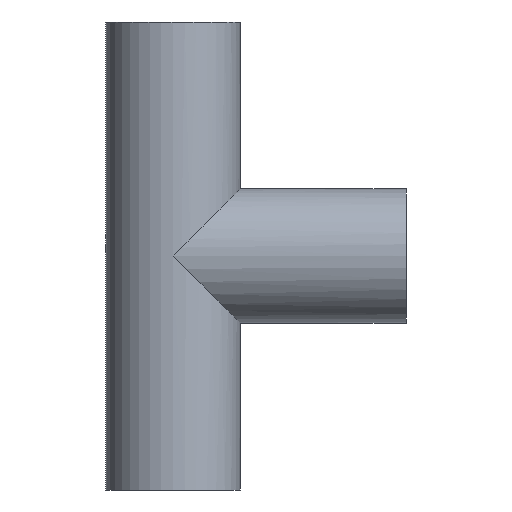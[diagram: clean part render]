
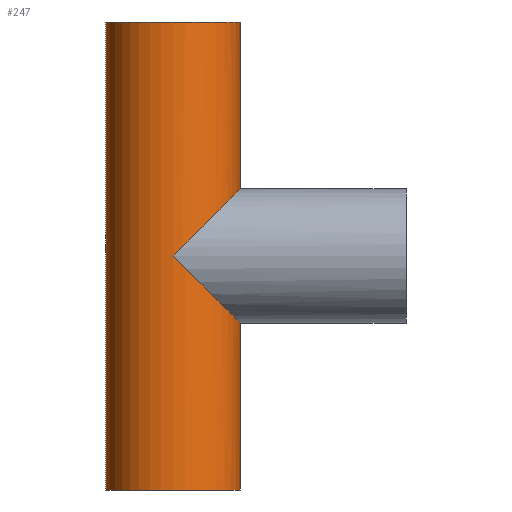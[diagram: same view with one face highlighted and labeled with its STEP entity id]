
A CAD part, front view. The second image highlights one B-rep face of the part: STEP entity #247.
In plain terms, the highlighted cylindrical face has radius 37.5 mm (diameter 75 mm), a partial arc.
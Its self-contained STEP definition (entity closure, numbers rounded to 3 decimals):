
#18 = CARTESIAN_POINT ( 'NONE',  ( 37.5, 0., 37.5 ) ) ;
#34 = DIRECTION ( 'NONE',  ( 0., 0., 1. ) ) ;
#55 = CARTESIAN_POINT ( 'NONE',  ( -37.5, 0., 130.5 ) ) ;
#56 = VERTEX_POINT ( 'NONE', #303 ) ;
#79 = DIRECTION ( 'NONE',  ( 0., 0., -1. ) ) ;
#88 = CARTESIAN_POINT ( 'NONE',  ( 0., -37.5, 0. ) ) ;
#98 = DIRECTION ( 'NONE',  ( 1., 0., 0. ) ) ;
#105 = DIRECTION ( 'NONE',  ( 1., 0., 0. ) ) ;
#109 = DIRECTION ( 'NONE',  ( 0., 0., 1. ) ) ;
#118 = EDGE_CURVE ( 'NONE', #200, #56, #416, .T. ) ;
#120 = CARTESIAN_POINT ( 'NONE',  ( -37.5, 0., -130.5 ) ) ;
#124 =( BOUNDED_CURVE ( )  B_SPLINE_CURVE ( 3, ( #367, #401, #331, #154 ),
 .UNSPECIFIED., .F., .F. ) 
 B_SPLINE_CURVE_WITH_KNOTS ( ( 4, 4 ),
 ( 4.712, 6.283 ),
 .UNSPECIFIED. ) 
 CURVE ( )  GEOMETRIC_REPRESENTATION_ITEM ( )  RATIONAL_B_SPLINE_CURVE ( ( 1., 0.805, 0.805, 1. ) ) 
 REPRESENTATION_ITEM ( '' )  );
#128 = CARTESIAN_POINT ( 'NONE',  ( 21.967, -37.5, 21.967 ) ) ;
#132 = ORIENTED_EDGE ( 'NONE', *, *, #137, .T. ) ;
#137 = EDGE_CURVE ( 'NONE', #307, #56, #192, .T. ) ;
#139 = ORIENTED_EDGE ( 'NONE', *, *, #448, .T. ) ;
#144 = EDGE_CURVE ( 'NONE', #301, #442, #150, .T. ) ;
#148 = VECTOR ( 'NONE', #79, 1000. ) ;
#150 = CIRCLE ( 'NONE', #245, 37.5 ) ;
#154 = CARTESIAN_POINT ( 'NONE',  ( 37.5, 0., -37.5 ) ) ;
#157 = ORIENTED_EDGE ( 'NONE', *, *, #144, .F. ) ;
#161 = CARTESIAN_POINT ( 'NONE',  ( 0., -37.5, 0. ) ) ;
#184 = CARTESIAN_POINT ( 'NONE',  ( 0., 0., 130.5 ) ) ;
#187 = DIRECTION ( 'NONE',  ( 0., 0., -1. ) ) ;
#192 = CIRCLE ( 'NONE', #424, 37.5 ) ;
#198 = DIRECTION ( 'NONE',  ( 0., 0., -1. ) ) ;
#200 = VERTEX_POINT ( 'NONE', #355 ) ;
#205 = AXIS2_PLACEMENT_3D ( 'NONE', #184, #187, #360 ) ;
#206 = CARTESIAN_POINT ( 'NONE',  ( 37.5, 0., 130.5 ) ) ;
#219 = CARTESIAN_POINT ( 'NONE',  ( 37.5, 0., 130.5 ) ) ;
#221 = CYLINDRICAL_SURFACE ( 'NONE', #205, 37.5 ) ;
#236 = ORIENTED_EDGE ( 'NONE', *, *, #118, .F. ) ;
#241 = CARTESIAN_POINT ( 'NONE',  ( 0., 0., -130.5 ) ) ;
#245 = AXIS2_PLACEMENT_3D ( 'NONE', #268, #109, #98 ) ;
#247 = ADVANCED_FACE ( 'NONE', ( #282 ), #221, .T. ) ;
#249 = LINE ( 'NONE', #219, #148 ) ;
#259 = CARTESIAN_POINT ( 'NONE',  ( 37.5, 0., 130.5 ) ) ;
#268 = CARTESIAN_POINT ( 'NONE',  ( 0., 0., 130.5 ) ) ;
#282 = FACE_OUTER_BOUND ( 'NONE', #380, .T. ) ;
#284 = EDGE_CURVE ( 'NONE', #442, #382, #249, .T. ) ;
#301 = VERTEX_POINT ( 'NONE', #425 ) ;
#303 = CARTESIAN_POINT ( 'NONE',  ( 37.5, 0., -130.5 ) ) ;
#307 = VERTEX_POINT ( 'NONE', #120 ) ;
#309 = ORIENTED_EDGE ( 'NONE', *, *, #443, .F. ) ;
#318 = VECTOR ( 'NONE', #340, 1000. ) ;
#331 = CARTESIAN_POINT ( 'NONE',  ( 37.5, -21.967, -37.5 ) ) ;
#340 = DIRECTION ( 'NONE',  ( 0., 0., -1. ) ) ;
#341 = VERTEX_POINT ( 'NONE', #88 ) ;
#342 = EDGE_CURVE ( 'NONE', #341, #200, #124, .T. ) ;
#355 = CARTESIAN_POINT ( 'NONE',  ( 37.5, 0., -37.5 ) ) ;
#360 = DIRECTION ( 'NONE',  ( -1., 0., 0. ) ) ;
#367 = CARTESIAN_POINT ( 'NONE',  ( 0., -37.5, 0. ) ) ;
#369 = ORIENTED_EDGE ( 'NONE', *, *, #342, .F. ) ;
#370 = LINE ( 'NONE', #55, #420 ) ;
#380 = EDGE_LOOP ( 'NONE', ( #394, #157, #139, #132, #236, #369, #309 ) ) ;
#382 = VERTEX_POINT ( 'NONE', #435 ) ;
#385 =( BOUNDED_CURVE ( )  B_SPLINE_CURVE ( 3, ( #18, #437, #128, #161 ),
 .UNSPECIFIED., .F., .F. ) 
 B_SPLINE_CURVE_WITH_KNOTS ( ( 4, 4 ),
 ( 3.142, 4.712 ),
 .UNSPECIFIED. ) 
 CURVE ( )  GEOMETRIC_REPRESENTATION_ITEM ( )  RATIONAL_B_SPLINE_CURVE ( ( 1., 0.805, 0.805, 1. ) ) 
 REPRESENTATION_ITEM ( '' )  );
#394 = ORIENTED_EDGE ( 'NONE', *, *, #284, .F. ) ;
#401 = CARTESIAN_POINT ( 'NONE',  ( 21.967, -37.5, -21.967 ) ) ;
#416 = LINE ( 'NONE', #206, #318 ) ;
#420 = VECTOR ( 'NONE', #198, 1000. ) ;
#424 = AXIS2_PLACEMENT_3D ( 'NONE', #241, #34, #105 ) ;
#425 = CARTESIAN_POINT ( 'NONE',  ( -37.5, 0., 130.5 ) ) ;
#435 = CARTESIAN_POINT ( 'NONE',  ( 37.5, 0., 37.5 ) ) ;
#437 = CARTESIAN_POINT ( 'NONE',  ( 37.5, -21.967, 37.5 ) ) ;
#442 = VERTEX_POINT ( 'NONE', #259 ) ;
#443 = EDGE_CURVE ( 'NONE', #382, #341, #385, .T. ) ;
#448 = EDGE_CURVE ( 'NONE', #301, #307, #370, .T. ) ;
